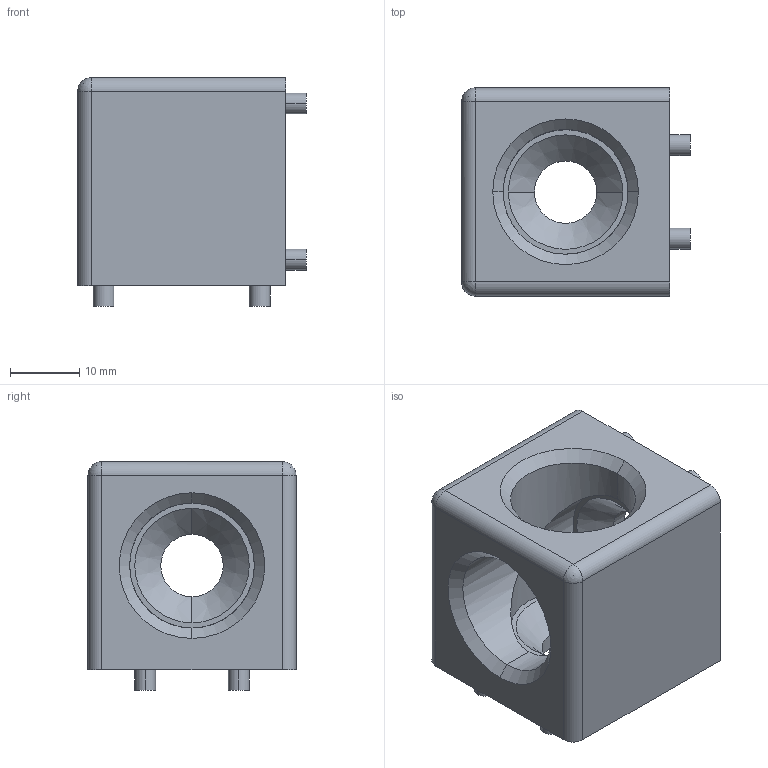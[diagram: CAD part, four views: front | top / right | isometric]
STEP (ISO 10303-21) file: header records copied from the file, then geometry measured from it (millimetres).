
FILE_DESCRIPTION (( 'STEP AP203' ), '1' );
FILE_NAME ('3_842_523_876_Bosch.step', '2024-06-10T07:01:37', ( '' ), ( '' ), 'SwSTEP 2.0', 'SolidWorks 2014', '' );
FILE_SCHEMA (( 'CONFIG_CONTROL_DESIGN' ));
Length unit declared in the file: millimetre
Products named in the file (1): 3_842_523_876_Bosch
Bounding box: 33 x 30 x 33 mm (x, y, z)
Volume: 17055.3 mm3; surface area: 6841.4 mm2
Topology: 1 solids, 1 shells, 62 faces, 137 edges, 83 vertices
Faces by surface type: cylinder 33, plane 19, cone 8, sphere 2
Entity records: 1759 total; most frequent: DIRECTION 316, CARTESIAN_POINT 299, ORIENTED_EDGE 264, EDGE_CURVE 132, AXIS2_PLACEMENT_3D 129, VERTEX_POINT 80, EDGE_LOOP 76, CIRCLE 66
